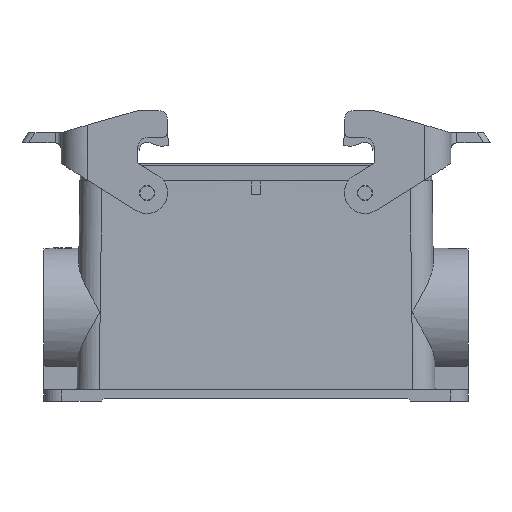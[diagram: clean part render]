
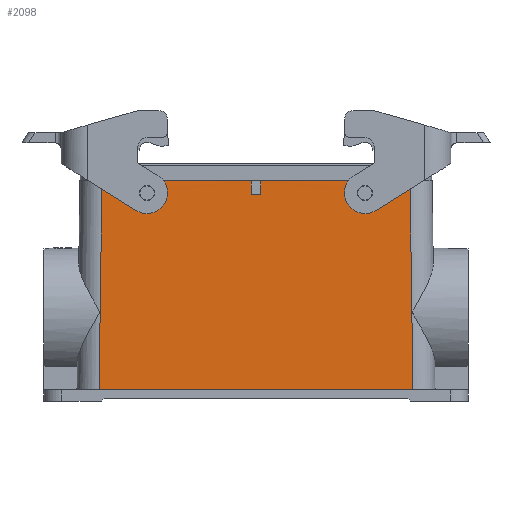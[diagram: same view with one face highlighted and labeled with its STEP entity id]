
A CAD part, front view. The second image highlights one B-rep face of the part: STEP entity #2098.
In plain terms, the highlighted planar face has unit normal (0, -1, 0.011).
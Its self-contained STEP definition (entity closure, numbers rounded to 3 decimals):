
#1723=FACE_BOUND('',#3135,.T.);
#1724=FACE_BOUND('',#3136,.T.);
#1725=FACE_BOUND('',#3137,.T.);
#2019=B_SPLINE_CURVE_WITH_KNOTS('',3,(#13131,#13132,#13133,#13134,#13135,
#13136,#13137,#13138,#13139,#13140),.UNSPECIFIED.,.F.,.F.,(4,2,2,2,4),(0.,
0.25,0.5,0.75,1.),.UNSPECIFIED.);
#2020=B_SPLINE_CURVE_WITH_KNOTS('',3,(#13148,#13149,#13150,#13151,#13152,
#13153,#13154,#13155,#13156,#13157),.UNSPECIFIED.,.F.,.F.,(4,2,2,2,4),(0.,
0.25,0.5,0.75,1.),.UNSPECIFIED.);
#2098=ADVANCED_FACE('',(#1723,#1724,#1725),#2515,.T.);
#2515=PLANE('',#9541);
#3135=EDGE_LOOP('',(#4171,#4172,#4173,#4174));
#3136=EDGE_LOOP('',(#4175,#4176,#4177,#4178));
#3137=EDGE_LOOP('',(#4179,#4180,#4181,#4182,#4183,#4184,#4185,#4186));
#3629=ELLIPSE('',#9539,3.5,3.5);
#3630=ELLIPSE('',#9540,3.5,3.5);
#4171=ORIENTED_EDGE('',*,*,#6999,.F.);
#4172=ORIENTED_EDGE('',*,*,#7000,.F.);
#4173=ORIENTED_EDGE('',*,*,#7001,.F.);
#4174=ORIENTED_EDGE('',*,*,#7002,.F.);
#4175=ORIENTED_EDGE('',*,*,#7003,.F.);
#4176=ORIENTED_EDGE('',*,*,#7004,.F.);
#4177=ORIENTED_EDGE('',*,*,#7005,.F.);
#4178=ORIENTED_EDGE('',*,*,#7006,.F.);
#4179=ORIENTED_EDGE('',*,*,#7007,.F.);
#4180=ORIENTED_EDGE('',*,*,#6818,.F.);
#4181=ORIENTED_EDGE('',*,*,#7008,.T.);
#4182=ORIENTED_EDGE('',*,*,#6987,.F.);
#4183=ORIENTED_EDGE('',*,*,#7009,.T.);
#4184=ORIENTED_EDGE('',*,*,#6810,.F.);
#4185=ORIENTED_EDGE('',*,*,#7010,.F.);
#4186=ORIENTED_EDGE('',*,*,#7011,.F.);
#6098=VERTEX_POINT('',#12386);
#6099=VERTEX_POINT('',#12388);
#6106=VERTEX_POINT('',#12402);
#6107=VERTEX_POINT('',#12404);
#6259=VERTEX_POINT('',#13103);
#6260=VERTEX_POINT('',#13105);
#6267=VERTEX_POINT('',#13127);
#6268=VERTEX_POINT('',#13128);
#6269=VERTEX_POINT('',#13130);
#6270=VERTEX_POINT('',#13141);
#6271=VERTEX_POINT('',#13144);
#6272=VERTEX_POINT('',#13145);
#6273=VERTEX_POINT('',#13147);
#6274=VERTEX_POINT('',#13158);
#6275=VERTEX_POINT('',#13161);
#6276=VERTEX_POINT('',#13165);
#6810=EDGE_CURVE('',#6098,#6099,#7877,.T.);
#6818=EDGE_CURVE('',#6106,#6107,#7881,.T.);
#6987=EDGE_CURVE('',#6259,#6260,#7961,.T.);
#6999=EDGE_CURVE('',#6267,#6268,#3629,.T.);
#7000=EDGE_CURVE('',#6269,#6267,#7970,.T.);
#7001=EDGE_CURVE('',#6270,#6269,#2019,.T.);
#7002=EDGE_CURVE('',#6268,#6270,#7971,.T.);
#7003=EDGE_CURVE('',#6271,#6272,#3630,.T.);
#7004=EDGE_CURVE('',#6273,#6271,#7972,.T.);
#7005=EDGE_CURVE('',#6274,#6273,#2020,.T.);
#7006=EDGE_CURVE('',#6272,#6274,#7973,.T.);
#7007=EDGE_CURVE('',#6107,#6275,#7974,.T.);
#7008=EDGE_CURVE('',#6106,#6260,#7975,.T.);
#7009=EDGE_CURVE('',#6259,#6099,#7976,.T.);
#7010=EDGE_CURVE('',#6276,#6098,#7977,.T.);
#7011=EDGE_CURVE('',#6275,#6276,#7978,.T.);
#7877=LINE('',#12387,#8512);
#7881=LINE('',#12403,#8516);
#7961=LINE('',#13104,#8596);
#7970=LINE('',#13129,#8605);
#7971=LINE('',#13142,#8606);
#7972=LINE('',#13146,#8607);
#7973=LINE('',#13159,#8608);
#7974=LINE('',#13160,#8609);
#7975=LINE('',#13162,#8610);
#7976=LINE('',#13163,#8611);
#7977=LINE('',#13164,#8612);
#7978=LINE('',#13166,#8613);
#8512=VECTOR('',#10211,1.);
#8516=VECTOR('',#10223,1.);
#8596=VECTOR('',#10483,1.);
#8605=VECTOR('',#10506,1.);
#8606=VECTOR('',#10507,1.);
#8607=VECTOR('',#10510,1.);
#8608=VECTOR('',#10511,1.);
#8609=VECTOR('',#10512,1.);
#8610=VECTOR('',#10513,1.);
#8611=VECTOR('',#10514,1.);
#8612=VECTOR('',#10515,1.);
#8613=VECTOR('',#10516,1.);
#9539=AXIS2_PLACEMENT_3D('',#13126,#10504,#10505);
#9540=AXIS2_PLACEMENT_3D('',#13143,#10508,#10509);
#9541=AXIS2_PLACEMENT_3D('',#13167,#10517,#10518);
#10211=DIRECTION('',(1.,0.,0.));
#10223=DIRECTION('',(1.,0.,0.));
#10483=DIRECTION('',(-1.,0.,0.));
#10504=DIRECTION('',(0.,-1.,0.011));
#10505=DIRECTION('',(0.,-0.011,-1.));
#10506=DIRECTION('',(-1.,0.,0.));
#10507=DIRECTION('',(-1.,0.,0.));
#10508=DIRECTION('',(0.,-1.,0.011));
#10509=DIRECTION('',(0.,-0.011,-1.));
#10510=DIRECTION('',(-1.,0.,0.));
#10511=DIRECTION('',(-1.,0.,0.));
#10512=DIRECTION('',(0.,-0.011,-1.));
#10513=DIRECTION('',(-0.014,-0.011,-1.));
#10514=DIRECTION('',(-0.014,0.011,1.));
#10515=DIRECTION('',(0.,0.011,1.));
#10516=DIRECTION('',(1.,0.,0.));
#10517=DIRECTION('',(0.,-1.,0.011));
#10518=DIRECTION('',(1.,0.,0.));
#12386=CARTESIAN_POINT('',(1.6,-21.5,5.7));
#12387=CARTESIAN_POINT('',(59.8,-21.5,5.7));
#12388=CARTESIAN_POINT('',(52.3,-21.5,5.7));
#12402=CARTESIAN_POINT('',(-52.3,-21.5,5.7));
#12403=CARTESIAN_POINT('',(59.8,-21.5,5.7));
#12404=CARTESIAN_POINT('',(-1.6,-21.5,5.7));
#13103=CARTESIAN_POINT('',(53.3,-22.3,-65.25));
#13104=CARTESIAN_POINT('',(72.,-22.3,-65.25));
#13105=CARTESIAN_POINT('',(-53.3,-22.3,-65.25));
#13126=CARTESIAN_POINT('',(-37.,-21.547,1.55));
#13127=CARTESIAN_POINT('',(-40.5,-21.547,1.55));
#13128=CARTESIAN_POINT('',(-33.5,-21.547,1.55));
#13129=CARTESIAN_POINT('',(0.,-21.547,1.55));
#13130=CARTESIAN_POINT('',(-39.,-21.547,1.55));
#13131=CARTESIAN_POINT('',(-35.,-21.547,1.55));
#13132=CARTESIAN_POINT('',(-35.,-21.547,2.102));
#13133=CARTESIAN_POINT('',(-35.196,-21.547,2.574));
#13134=CARTESIAN_POINT('',(-35.976,-21.547,3.355));
#13135=CARTESIAN_POINT('',(-36.448,-21.547,3.55));
#13136=CARTESIAN_POINT('',(-37.552,-21.547,3.55));
#13137=CARTESIAN_POINT('',(-38.024,-21.547,3.354));
#13138=CARTESIAN_POINT('',(-38.805,-21.547,2.574));
#13139=CARTESIAN_POINT('',(-39.,-21.547,2.103));
#13140=CARTESIAN_POINT('',(-39.,-21.547,1.55));
#13141=CARTESIAN_POINT('',(-35.,-21.547,1.55));
#13142=CARTESIAN_POINT('',(0.,-21.547,1.55));
#13143=CARTESIAN_POINT('',(37.,-21.547,1.55));
#13144=CARTESIAN_POINT('',(33.5,-21.547,1.55));
#13145=CARTESIAN_POINT('',(40.5,-21.547,1.55));
#13146=CARTESIAN_POINT('',(0.,-21.547,1.55));
#13147=CARTESIAN_POINT('',(35.,-21.547,1.55));
#13148=CARTESIAN_POINT('',(39.,-21.547,1.55));
#13149=CARTESIAN_POINT('',(39.,-21.547,2.102));
#13150=CARTESIAN_POINT('',(38.804,-21.547,2.574));
#13151=CARTESIAN_POINT('',(38.024,-21.547,3.355));
#13152=CARTESIAN_POINT('',(37.552,-21.547,3.55));
#13153=CARTESIAN_POINT('',(36.448,-21.547,3.55));
#13154=CARTESIAN_POINT('',(35.976,-21.547,3.354));
#13155=CARTESIAN_POINT('',(35.195,-21.547,2.574));
#13156=CARTESIAN_POINT('',(35.,-21.547,2.103));
#13157=CARTESIAN_POINT('',(35.,-21.547,1.55));
#13158=CARTESIAN_POINT('',(39.,-21.547,1.55));
#13159=CARTESIAN_POINT('',(0.,-21.547,1.55));
#13160=CARTESIAN_POINT('',(-1.6,-21.5,5.714));
#13161=CARTESIAN_POINT('',(-1.6,-21.553,1.015));
#13162=CARTESIAN_POINT('',(-53.302,-22.301,-65.356));
#13163=CARTESIAN_POINT('',(52.302,-21.501,5.594));
#13164=CARTESIAN_POINT('',(1.6,-21.553,1.015));
#13165=CARTESIAN_POINT('',(1.6,-21.553,1.015));
#13166=CARTESIAN_POINT('',(-1.6,-21.553,1.015));
#13167=CARTESIAN_POINT('',(0.,-22.3,-65.25));
